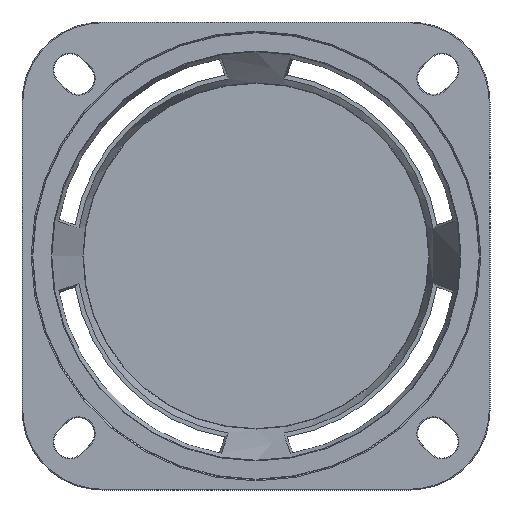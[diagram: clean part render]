
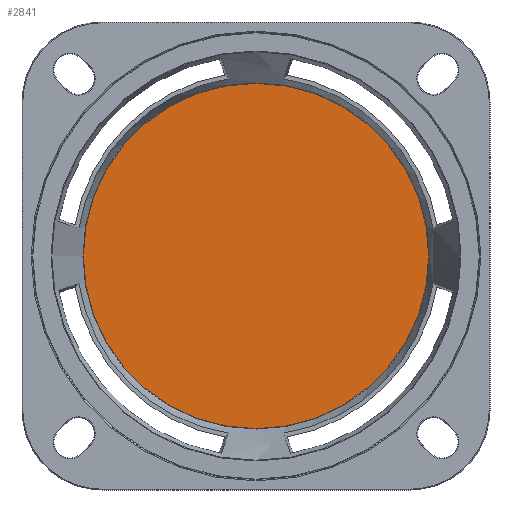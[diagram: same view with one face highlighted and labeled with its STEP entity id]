
A CAD part, front view. The second image highlights one B-rep face of the part: STEP entity #2841.
In plain terms, the highlighted planar face has unit normal (0, -1, 0).
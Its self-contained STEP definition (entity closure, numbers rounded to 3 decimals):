
#75 = DIRECTION ( 'NONE',  ( 0., 1., 0. ) ) ;
#121 = CIRCLE ( 'NONE', #2923, 21.586 ) ;
#134 = CARTESIAN_POINT ( 'NONE',  ( -10.793, 12., 0. ) ) ;
#866 = VERTEX_POINT ( 'NONE', #1578 ) ;
#950 = EDGE_LOOP ( 'NONE', ( #2315 ) ) ;
#1042 = PLANE ( 'NONE',  #2013 ) ;
#1057 = DIRECTION ( 'NONE',  ( 0., 0., -1. ) ) ;
#1578 = CARTESIAN_POINT ( 'NONE',  ( -21.586, 12., 0. ) ) ;
#1771 = DIRECTION ( 'NONE',  ( 0., -1., 0. ) ) ;
#1989 = DIRECTION ( 'NONE',  ( -1., 0., 0. ) ) ;
#2013 = AXIS2_PLACEMENT_3D ( 'NONE', #134, #1771, #1057 ) ;
#2238 = FACE_OUTER_BOUND ( 'NONE', #950, .T. ) ;
#2289 = EDGE_CURVE ( 'NONE', #866, #866, #121, .T. ) ;
#2315 = ORIENTED_EDGE ( 'NONE', *, *, #2289, .F. ) ;
#2650 = CARTESIAN_POINT ( 'NONE',  ( 0., 12., 0. ) ) ;
#2841 = ADVANCED_FACE ( 'NONE', ( #2238 ), #1042, .T. ) ;
#2923 = AXIS2_PLACEMENT_3D ( 'NONE', #2650, #75, #1989 ) ;
